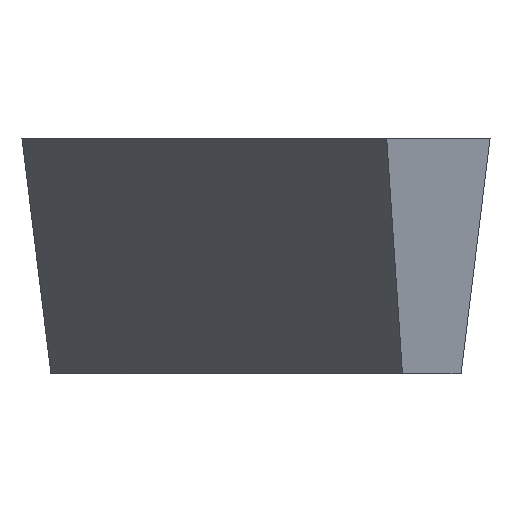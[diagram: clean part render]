
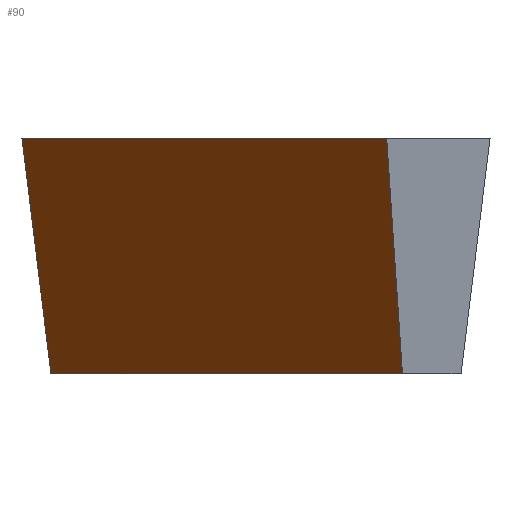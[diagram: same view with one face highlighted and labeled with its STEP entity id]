
A CAD part, front view. The second image highlights one B-rep face of the part: STEP entity #90.
In plain terms, the highlighted planar face has unit normal (-0.813, -0.569, -0.122).
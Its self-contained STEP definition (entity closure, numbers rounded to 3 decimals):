
#42=PLANE('',#496);
#55=LINE('',#742,#73);
#57=LINE('',#746,#75);
#58=LINE('',#748,#76);
#59=LINE('',#750,#77);
#73=VECTOR('',#519,1.);
#75=VECTOR('',#523,1.);
#76=VECTOR('',#524,1.);
#77=VECTOR('',#525,1.);
#90=ADVANCED_FACE('',(#138),#42,.F.);
#138=FACE_OUTER_BOUND('',#164,.T.);
#164=EDGE_LOOP('',(#215,#216,#217,#218));
#215=ORIENTED_EDGE('',*,*,#375,.F.);
#216=ORIENTED_EDGE('',*,*,#376,.F.);
#217=ORIENTED_EDGE('',*,*,#377,.T.);
#218=ORIENTED_EDGE('',*,*,#373,.T.);
#329=VERTEX_POINT('',#741);
#330=VERTEX_POINT('',#743);
#331=VERTEX_POINT('',#747);
#332=VERTEX_POINT('',#749);
#373=EDGE_CURVE('',#330,#329,#55,.T.);
#375=EDGE_CURVE('',#331,#329,#57,.T.);
#376=EDGE_CURVE('',#332,#331,#58,.T.);
#377=EDGE_CURVE('',#332,#330,#59,.T.);
#496=AXIS2_PLACEMENT_3D('',#751,#526,#527);
#519=DIRECTION('',(0.122,0.038,-0.992));
#523=DIRECTION('',(-0.574,0.819,0.));
#524=DIRECTION('',(0.066,0.117,-0.991));
#525=DIRECTION('',(-0.574,0.819,0.));
#526=DIRECTION('',(0.813,0.569,0.122));
#527=DIRECTION('',(-0.574,0.819,0.));
#741=CARTESIAN_POINT('',(-2.772,-0.874,-3.335));
#742=CARTESIAN_POINT('',(-3.135,-0.988,-0.383));
#743=CARTESIAN_POINT('',(-3.163,-0.997,-0.155));
#746=CARTESIAN_POINT('',(2.089,-7.817,-3.335));
#747=CARTESIAN_POINT('',(1.979,-7.66,-3.335));
#748=CARTESIAN_POINT('',(1.765,-8.039,-0.135));
#749=CARTESIAN_POINT('',(1.766,-8.036,-0.155));
#750=CARTESIAN_POINT('',(1.77,-8.041,-0.155));
#751=CARTESIAN_POINT('',(1.759,-8.048,-0.055));
